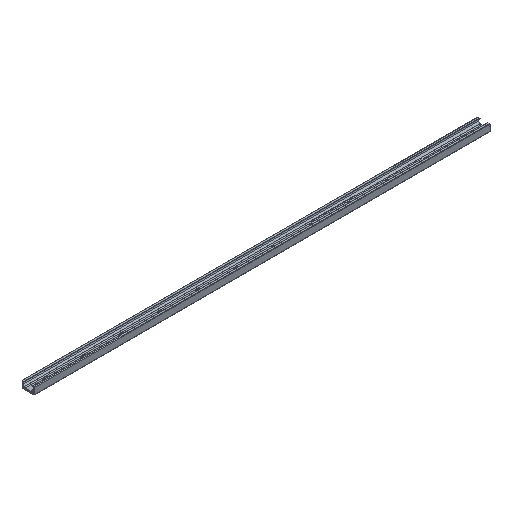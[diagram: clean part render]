
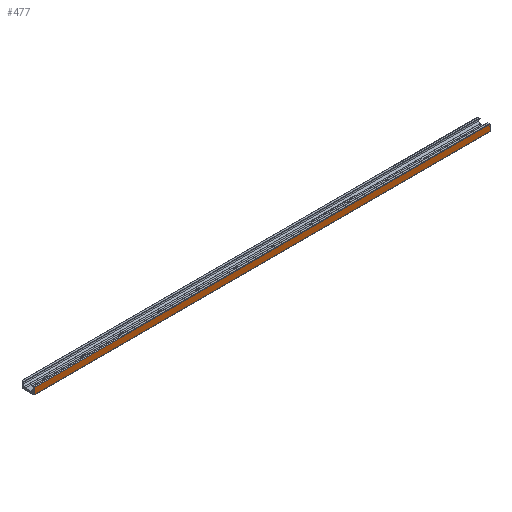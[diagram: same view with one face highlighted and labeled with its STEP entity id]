
A CAD part, isometric view. The second image highlights one B-rep face of the part: STEP entity #477.
In plain terms, the highlighted planar face has unit normal (0, -1, 0).
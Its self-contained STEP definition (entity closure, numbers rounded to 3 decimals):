
#18 = PLANE ( 'NONE',  #1733 ) ;
#186 = CARTESIAN_POINT ( 'NONE',  ( 1520., -13.005, -6.515 ) ) ;
#312 = EDGE_LOOP ( 'NONE', ( #489, #1786, #1797, #1590 ) ) ;
#352 = CARTESIAN_POINT ( 'NONE',  ( 0., -13.005, 6.515 ) ) ;
#444 = VERTEX_POINT ( 'NONE', #2646 ) ;
#465 = DIRECTION ( 'NONE',  ( -1., 0., 0. ) ) ;
#470 = DIRECTION ( 'NONE',  ( 0., 0., 1. ) ) ;
#477 = ADVANCED_FACE ( 'NONE', ( #1997 ), #18, .F. ) ;
#489 = ORIENTED_EDGE ( 'NONE', *, *, #1526, .T. ) ;
#511 = EDGE_CURVE ( 'NONE', #2026, #2107, #2504, .T. ) ;
#540 = DIRECTION ( 'NONE',  ( 0., 0., -1. ) ) ;
#680 = DIRECTION ( 'NONE',  ( 0., 1., 0. ) ) ;
#726 = LINE ( 'NONE', #1608, #1552 ) ;
#741 = DIRECTION ( 'NONE',  ( 1., 0., 0. ) ) ;
#891 = CARTESIAN_POINT ( 'NONE',  ( 1520., -13.005, 6.515 ) ) ;
#1133 = VECTOR ( 'NONE', #465, 1000. ) ;
#1172 = CARTESIAN_POINT ( 'NONE',  ( 0., -13.005, 6.515 ) ) ;
#1199 = EDGE_CURVE ( 'NONE', #444, #2107, #1285, .T. ) ;
#1263 = CARTESIAN_POINT ( 'NONE',  ( 960., -13.005, 6.515 ) ) ;
#1285 = LINE ( 'NONE', #186, #1133 ) ;
#1526 = EDGE_CURVE ( 'NONE', #444, #1981, #1890, .T. ) ;
#1552 = VECTOR ( 'NONE', #741, 1000. ) ;
#1590 = ORIENTED_EDGE ( 'NONE', *, *, #1199, .F. ) ;
#1597 = VECTOR ( 'NONE', #2328, 1000. ) ;
#1608 = CARTESIAN_POINT ( 'NONE',  ( 1520., -13.005, 6.515 ) ) ;
#1733 = AXIS2_PLACEMENT_3D ( 'NONE', #891, #680, #470 ) ;
#1786 = ORIENTED_EDGE ( 'NONE', *, *, #1832, .F. ) ;
#1797 = ORIENTED_EDGE ( 'NONE', *, *, #511, .T. ) ;
#1832 = EDGE_CURVE ( 'NONE', #2026, #1981, #726, .T. ) ;
#1890 = LINE ( 'NONE', #1263, #1597 ) ;
#1981 = VERTEX_POINT ( 'NONE', #2090 ) ;
#1997 = FACE_OUTER_BOUND ( 'NONE', #312, .T. ) ;
#2026 = VERTEX_POINT ( 'NONE', #352 ) ;
#2090 = CARTESIAN_POINT ( 'NONE',  ( 960., -13.005, 6.515 ) ) ;
#2107 = VERTEX_POINT ( 'NONE', #2365 ) ;
#2328 = DIRECTION ( 'NONE',  ( 0., 0., 1. ) ) ;
#2365 = CARTESIAN_POINT ( 'NONE',  ( 0., -13.005, -6.515 ) ) ;
#2504 = LINE ( 'NONE', #1172, #2639 ) ;
#2639 = VECTOR ( 'NONE', #540, 1000. ) ;
#2646 = CARTESIAN_POINT ( 'NONE',  ( 960., -13.005, -6.515 ) ) ;
